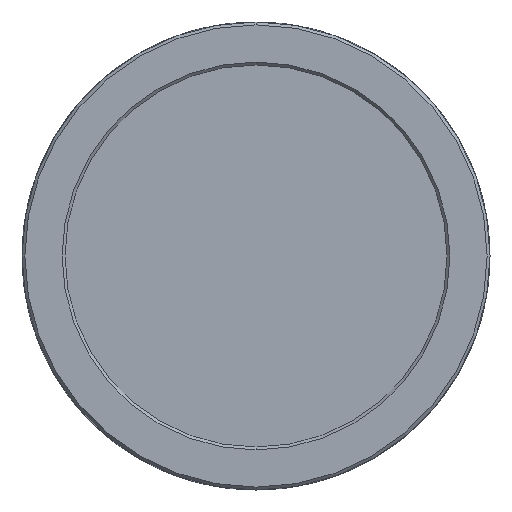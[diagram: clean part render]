
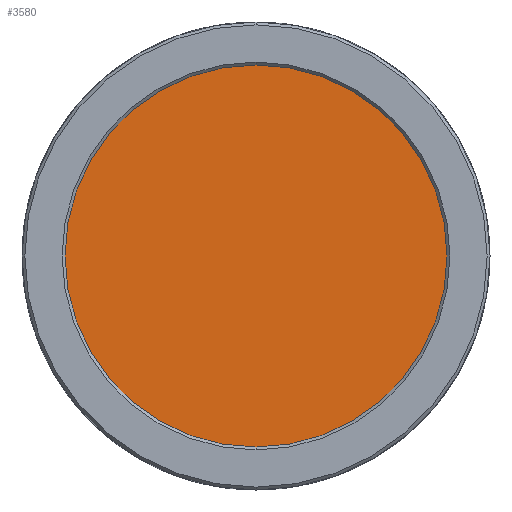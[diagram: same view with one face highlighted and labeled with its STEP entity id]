
A CAD part, front view. The second image highlights one B-rep face of the part: STEP entity #3580.
In plain terms, the highlighted planar face has unit normal (0, -1, 0).
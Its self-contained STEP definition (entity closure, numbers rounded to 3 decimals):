
#47 = DIRECTION ( 'NONE',  ( 0., 0., -1. ) ) ;
#822 = DIRECTION ( 'NONE',  ( 0., -1., 0. ) ) ;
#963 = CIRCLE ( 'NONE', #8643, 66.7 ) ;
#974 = FACE_OUTER_BOUND ( 'NONE', #1404, .T. ) ;
#1404 = EDGE_LOOP ( 'NONE', ( #7025, #5062 ) ) ;
#1790 = CIRCLE ( 'NONE', #5612, 66.7 ) ;
#3505 = AXIS2_PLACEMENT_3D ( 'NONE', #9656, #5659, #47 ) ;
#3580 = ADVANCED_FACE ( 'NONE', ( #974 ), #8969, .T. ) ;
#5062 = ORIENTED_EDGE ( 'NONE', *, *, #9733, .T. ) ;
#5445 = VERTEX_POINT ( 'NONE', #8574 ) ;
#5612 = AXIS2_PLACEMENT_3D ( 'NONE', #6138, #822, #7079 ) ;
#5659 = DIRECTION ( 'NONE',  ( 0., -1., 0. ) ) ;
#6138 = CARTESIAN_POINT ( 'NONE',  ( 0., 23.5, 0. ) ) ;
#6197 = DIRECTION ( 'NONE',  ( 0., -1., 0. ) ) ;
#6962 = EDGE_CURVE ( 'NONE', #10090, #5445, #963, .T. ) ;
#7025 = ORIENTED_EDGE ( 'NONE', *, *, #6962, .T. ) ;
#7079 = DIRECTION ( 'NONE',  ( 0., 0., -1. ) ) ;
#7107 = CARTESIAN_POINT ( 'NONE',  ( 0., 23.5, -66.7 ) ) ;
#8574 = CARTESIAN_POINT ( 'NONE',  ( 0., 23.5, 66.7 ) ) ;
#8643 = AXIS2_PLACEMENT_3D ( 'NONE', #10194, #6197, #9399 ) ;
#8969 = PLANE ( 'NONE',  #3505 ) ;
#9399 = DIRECTION ( 'NONE',  ( 0., 0., -1. ) ) ;
#9656 = CARTESIAN_POINT ( 'NONE',  ( 0., 23.5, 0. ) ) ;
#9733 = EDGE_CURVE ( 'NONE', #5445, #10090, #1790, .T. ) ;
#10090 = VERTEX_POINT ( 'NONE', #7107 ) ;
#10194 = CARTESIAN_POINT ( 'NONE',  ( 0., 23.5, 0. ) ) ;
